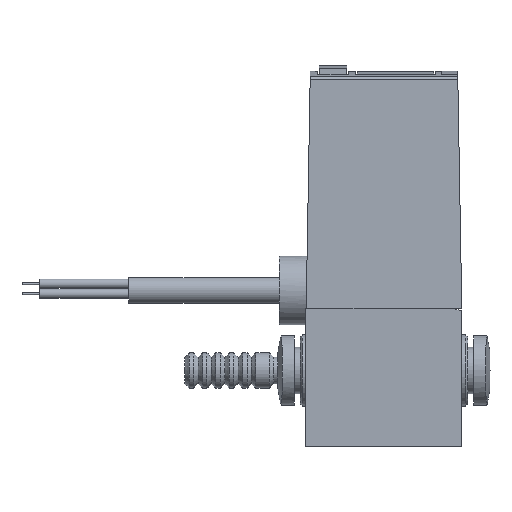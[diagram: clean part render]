
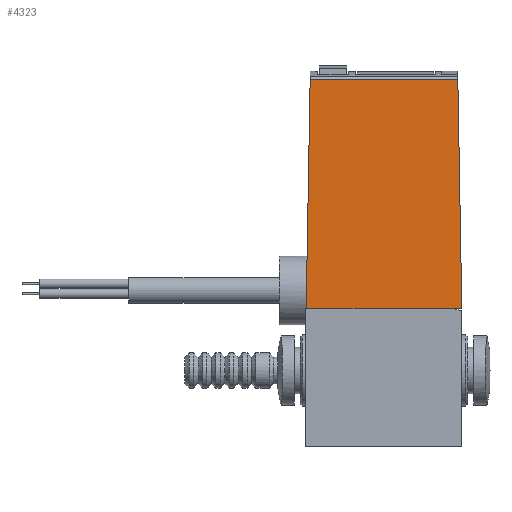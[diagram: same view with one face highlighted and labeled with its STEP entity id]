
A CAD part, top view. The second image highlights one B-rep face of the part: STEP entity #4323.
In plain terms, the highlighted planar face has unit normal (0, 0.009, 1).
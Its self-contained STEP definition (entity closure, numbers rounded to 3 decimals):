
#366=ORIENTED_EDGE('',*,*,#1216,.F.);
#367=ORIENTED_EDGE('',*,*,#1142,.F.);
#368=ORIENTED_EDGE('',*,*,#1147,.F.);
#369=ORIENTED_EDGE('',*,*,#1217,.T.);
#1142=EDGE_CURVE('',#1571,#1572,#1879,.T.);
#1147=EDGE_CURVE('',#1576,#1571,#1882,.T.);
#1216=EDGE_CURVE('',#1572,#1638,#1933,.T.);
#1217=EDGE_CURVE('',#1576,#1638,#1934,.T.);
#1571=VERTEX_POINT('',#5856);
#1572=VERTEX_POINT('',#5858);
#1576=VERTEX_POINT('',#5867);
#1638=VERTEX_POINT('',#6006);
#1879=LINE('',#5857,#2160);
#1882=LINE('',#5868,#2163);
#1933=LINE('',#6005,#2214);
#1934=LINE('',#6007,#2215);
#2160=VECTOR('',#4883,1000.);
#2163=VECTOR('',#4892,1000.);
#2214=VECTOR('',#4993,1000.);
#2215=VECTOR('',#4994,1000.);
#2445=EDGE_LOOP('',(#366,#367,#368,#369));
#2720=FACE_BOUND('',#2445,.T.);
#2988=PLANE('',#4556);
#4323=ADVANCED_FACE('',(#2720),#2988,.F.);
#4556=AXIS2_PLACEMENT_3D('',#6004,#4991,#4992);
#4883=DIRECTION('',(-1.,0.,0.));
#4892=DIRECTION('',(0.017,-1.,0.009));
#4991=DIRECTION('',(0.,-0.009,-1.));
#4992=DIRECTION('',(0.,1.,-0.009));
#4993=DIRECTION('',(0.017,1.,-0.009));
#4994=DIRECTION('',(-1.,0.,0.));
#5856=CARTESIAN_POINT('',(8.75,0.,4.75));
#5857=CARTESIAN_POINT('',(8.75,0.,4.75));
#5858=CARTESIAN_POINT('',(-8.75,0.,4.75));
#5867=CARTESIAN_POINT('',(8.302,25.668,4.526));
#5868=CARTESIAN_POINT('',(8.302,25.661,4.526));
#6004=CARTESIAN_POINT('',(8.75,25.668,4.526));
#6005=CARTESIAN_POINT('',(-8.297,25.966,4.523));
#6006=CARTESIAN_POINT('',(-8.302,25.668,4.526));
#6007=CARTESIAN_POINT('',(8.75,25.668,4.526));
